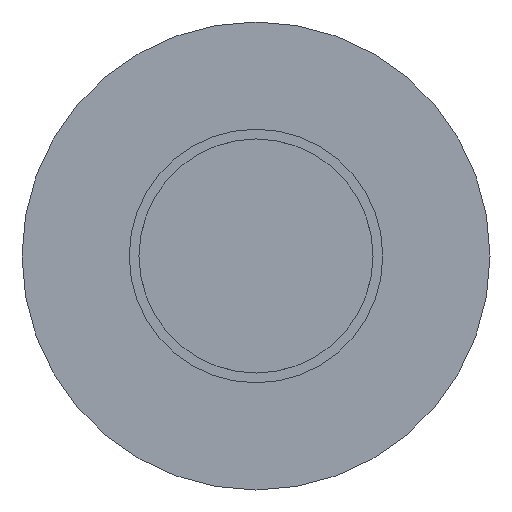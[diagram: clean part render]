
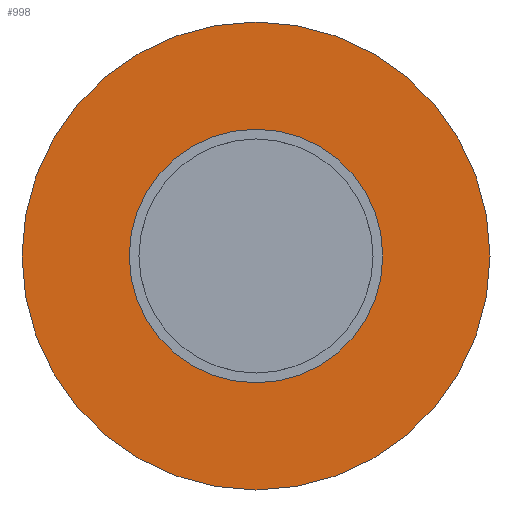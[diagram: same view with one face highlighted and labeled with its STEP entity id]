
A CAD part, left-side view. The second image highlights one B-rep face of the part: STEP entity #998.
In plain terms, the highlighted planar face has unit normal (-1, 0, 0).
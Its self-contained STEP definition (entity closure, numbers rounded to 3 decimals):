
#18 = AXIS2_PLACEMENT_3D ( 'NONE', #474, #141, #215 ) ;
#86 = EDGE_CURVE ( 'NONE', #216, #216, #610, .T. ) ;
#141 = DIRECTION ( 'NONE',  ( 1., 0., 0. ) ) ;
#187 = AXIS2_PLACEMENT_3D ( 'NONE', #364, #266, #694 ) ;
#215 = DIRECTION ( 'NONE',  ( 0., -1., 0. ) ) ;
#216 = VERTEX_POINT ( 'NONE', #641 ) ;
#266 = DIRECTION ( 'NONE',  ( -1., 0., 0. ) ) ;
#287 = CIRCLE ( 'NONE', #18, 6.5 ) ;
#295 = DIRECTION ( 'NONE',  ( 0., -1., 0. ) ) ;
#311 = EDGE_LOOP ( 'NONE', ( #386 ) ) ;
#364 = CARTESIAN_POINT ( 'NONE',  ( 0., 0., 0. ) ) ;
#382 = CARTESIAN_POINT ( 'NONE',  ( 0., -6.5, 0. ) ) ;
#386 = ORIENTED_EDGE ( 'NONE', *, *, #774, .T. ) ;
#450 = FACE_BOUND ( 'NONE', #311, .T. ) ;
#460 = CARTESIAN_POINT ( 'NONE',  ( 0., 0., 0. ) ) ;
#474 = CARTESIAN_POINT ( 'NONE',  ( 0., 0., 0. ) ) ;
#560 = ORIENTED_EDGE ( 'NONE', *, *, #86, .T. ) ;
#573 = EDGE_LOOP ( 'NONE', ( #560 ) ) ;
#610 = CIRCLE ( 'NONE', #980, 12. ) ;
#641 = CARTESIAN_POINT ( 'NONE',  ( 0., -12., 0. ) ) ;
#694 = DIRECTION ( 'NONE',  ( 0., 0., 1. ) ) ;
#766 = FACE_OUTER_BOUND ( 'NONE', #573, .T. ) ;
#774 = EDGE_CURVE ( 'NONE', #954, #954, #287, .T. ) ;
#778 = DIRECTION ( 'NONE',  ( -1., 0., 0. ) ) ;
#954 = VERTEX_POINT ( 'NONE', #382 ) ;
#980 = AXIS2_PLACEMENT_3D ( 'NONE', #460, #778, #295 ) ;
#998 = ADVANCED_FACE ( 'NONE', ( #450, #766 ), #1004, .T. ) ;
#1004 = PLANE ( 'NONE',  #187 ) ;
